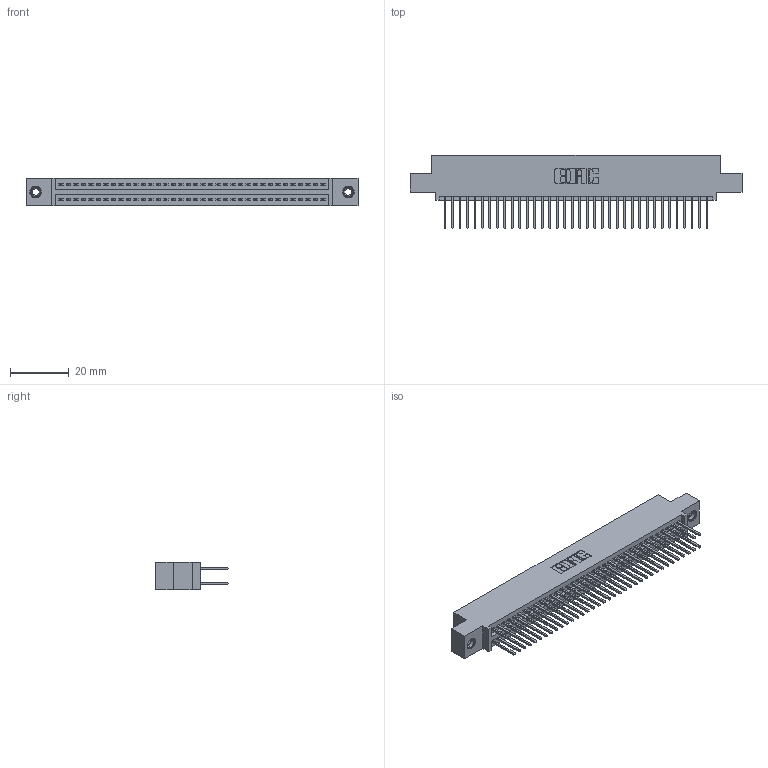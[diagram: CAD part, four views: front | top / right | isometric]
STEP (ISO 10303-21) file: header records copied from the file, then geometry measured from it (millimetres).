
FILE_DESCRIPTION (( 'STEP AP203' ), '1' );
FILE_NAME ('345-072-523-508.STEP', '2018-10-02T04:45:46', ( '' ), ( '' ), 'SwSTEP 2.0', 'SolidWorks 2016', '' );
FILE_SCHEMA (( 'CONFIG_CONTROL_DESIGN' ));
Length unit declared in the file: inch
Products named in the file (4): 345-292-001_345-293-123; 345 Part_0.110 Offset - 0.156 Dia-TI; 345-072-523-508; 345-250-001_345-250-003-102
Assembly tree (75 placements, depth 2):
  345-072-523-508
    345 Part_0.110 Offset - 0.156 Dia-TI
    345-292-001_345-293-123  x72
    345-250-001_345-250-003-102  x2
Bounding box: 112.65 x 24.82 x 9.4 mm (x, y, z)
Volume: 10954.9 mm3; surface area: 16845.1 mm2
Topology: 75 solids, 75 shells, 3790 faces, 11217 edges, 7374 vertices
Faces by surface type: plane 2492, cylinder 1282, cone 12, torus 4
Entity records: 30390 total; most frequent: CARTESIAN_POINT 5083, ORIENTED_EDGE 5010, DIRECTION 4515, EDGE_CURVE 2505, LINE 2209, VECTOR 2209, VERTEX_POINT 1664, AXIS2_PLACEMENT_3D 1153
